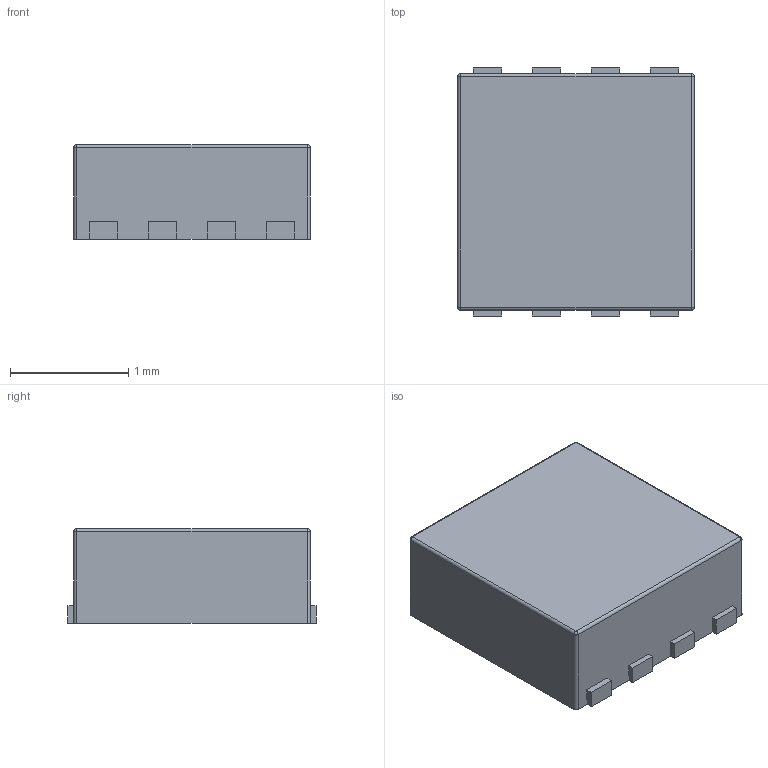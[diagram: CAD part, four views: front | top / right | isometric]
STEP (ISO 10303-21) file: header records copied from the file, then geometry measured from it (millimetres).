
FILE_DESCRIPTION (( 'STEP AP203' ), '1' );
FILE_NAME ( 'TDFN-2x2-8L-LQ.STEP', '2023-09-27T16:47:35', ( '' ), ( '' ), '', '©2017-2022 PCBL', '' );
FILE_SCHEMA (( 'AUTOMOTIVE_DESIGN' ));
Length unit declared in the file: millimetre
Products named in the file (1): TDFN-2x2-8L-LQ
Bounding box: 2 x 2.1 x 0.8 mm (x, y, z)
Volume: 3.2 mm3; surface area: 16.4 mm2
Topology: 9 solids, 9 shells, 90 faces, 208 edges, 132 vertices
Faces by surface type: plane 62, cylinder 24, sphere 4
Entity records: 2586 total; most frequent: DIRECTION 434, CARTESIAN_POINT 427, ORIENTED_EDGE 408, EDGE_CURVE 204, VECTOR 156, LINE 156, AXIS2_PLACEMENT_3D 139, VERTEX_POINT 132
